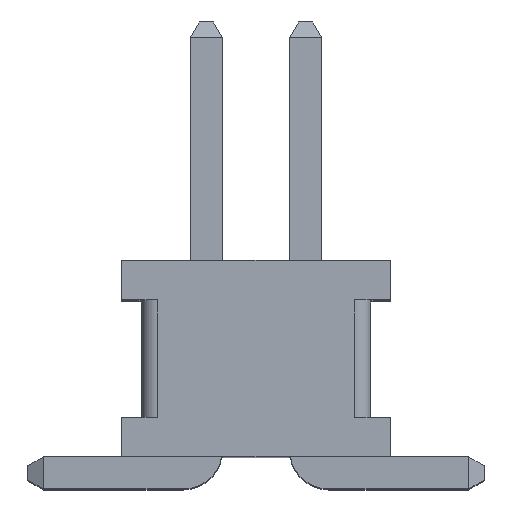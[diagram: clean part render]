
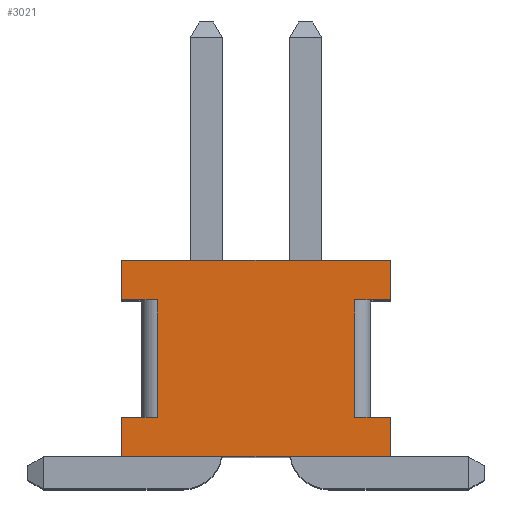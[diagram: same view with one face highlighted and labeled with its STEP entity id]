
A CAD part, top view. The second image highlights one B-rep face of the part: STEP entity #3021.
In plain terms, the highlighted planar face has unit normal (0, 0, 1).
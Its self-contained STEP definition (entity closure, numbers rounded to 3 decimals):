
#132 = VECTOR ( 'NONE', #11767, 1000. ) ;
#387 = EDGE_CURVE ( 'NONE', #13470, #13667, #16632, .T. ) ;
#557 = CARTESIAN_POINT ( 'NONE',  ( -1.715, 0.905, 8.89 ) ) ;
#577 = VERTEX_POINT ( 'NONE', #13193 ) ;
#736 = EDGE_CURVE ( 'NONE', #4149, #7491, #3250, .T. ) ;
#864 = LINE ( 'NONE', #12477, #12880 ) ;
#891 = CARTESIAN_POINT ( 'NONE',  ( 1.715, 2.91, 8.89 ) ) ;
#1031 = EDGE_CURVE ( 'NONE', #6168, #15497, #6961, .T. ) ;
#1142 = CARTESIAN_POINT ( 'NONE',  ( -1.715, 2.405, 8.89 ) ) ;
#1299 = DIRECTION ( 'NONE',  ( 1., 0., 0. ) ) ;
#1713 = CARTESIAN_POINT ( 'NONE',  ( 1.715, 0.4, 8.89 ) ) ;
#1805 = CARTESIAN_POINT ( 'NONE',  ( -1.265, 0.905, 8.89 ) ) ;
#1916 = VECTOR ( 'NONE', #12399, 1000. ) ;
#2082 = ORIENTED_EDGE ( 'NONE', *, *, #8203, .T. ) ;
#2209 = LINE ( 'NONE', #6477, #6046 ) ;
#2427 = LINE ( 'NONE', #1142, #11411 ) ;
#2514 = ORIENTED_EDGE ( 'NONE', *, *, #1031, .T. ) ;
#2859 = CARTESIAN_POINT ( 'NONE',  ( -1.265, 0.905, 8.89 ) ) ;
#3021 = ADVANCED_FACE ( 'NONE', ( #6342 ), #8056, .T. ) ;
#3112 = EDGE_CURVE ( 'NONE', #6971, #7922, #15234, .T. ) ;
#3250 = LINE ( 'NONE', #891, #4630 ) ;
#3384 = EDGE_CURVE ( 'NONE', #7491, #10017, #6150, .T. ) ;
#3751 = VECTOR ( 'NONE', #11752, 1000. ) ;
#4020 = DIRECTION ( 'NONE',  ( 1., 0., 0. ) ) ;
#4149 = VERTEX_POINT ( 'NONE', #6136 ) ;
#4630 = VECTOR ( 'NONE', #13659, 1000. ) ;
#5006 = ORIENTED_EDGE ( 'NONE', *, *, #10397, .T. ) ;
#5116 = LINE ( 'NONE', #5171, #5520 ) ;
#5150 = CARTESIAN_POINT ( 'NONE',  ( -1.715, 2.91, 8.89 ) ) ;
#5171 = CARTESIAN_POINT ( 'NONE',  ( -1.465, 0.905, 8.89 ) ) ;
#5196 = CARTESIAN_POINT ( 'NONE',  ( 1.265, 0.905, 8.89 ) ) ;
#5520 = VECTOR ( 'NONE', #14183, 1000. ) ;
#5785 = ORIENTED_EDGE ( 'NONE', *, *, #8891, .T. ) ;
#6046 = VECTOR ( 'NONE', #14418, 1000. ) ;
#6136 = CARTESIAN_POINT ( 'NONE',  ( 1.715, 2.405, 8.89 ) ) ;
#6150 = LINE ( 'NONE', #16317, #1916 ) ;
#6168 = VERTEX_POINT ( 'NONE', #14912 ) ;
#6342 = FACE_OUTER_BOUND ( 'NONE', #15870, .T. ) ;
#6444 = VECTOR ( 'NONE', #14602, 1000. ) ;
#6477 = CARTESIAN_POINT ( 'NONE',  ( 1.265, 2.405, 8.89 ) ) ;
#6828 = CARTESIAN_POINT ( 'NONE',  ( -1.715, 2.91, 8.89 ) ) ;
#6961 = LINE ( 'NONE', #2859, #132 ) ;
#6971 = VERTEX_POINT ( 'NONE', #7634 ) ;
#7364 = EDGE_CURVE ( 'NONE', #9646, #6168, #2427, .T. ) ;
#7491 = VERTEX_POINT ( 'NONE', #10369 ) ;
#7559 = DIRECTION ( 'NONE',  ( 1., 0., 0. ) ) ;
#7634 = CARTESIAN_POINT ( 'NONE',  ( 1.715, 0.905, 8.89 ) ) ;
#7922 = VERTEX_POINT ( 'NONE', #5196 ) ;
#8056 = PLANE ( 'NONE',  #8565 ) ;
#8203 = EDGE_CURVE ( 'NONE', #577, #13470, #13379, .T. ) ;
#8565 = AXIS2_PLACEMENT_3D ( 'NONE', #11695, #14508, #4020 ) ;
#8891 = EDGE_CURVE ( 'NONE', #10017, #9646, #13261, .T. ) ;
#9109 = CARTESIAN_POINT ( 'NONE',  ( 1.265, 2.405, 8.89 ) ) ;
#9355 = ORIENTED_EDGE ( 'NONE', *, *, #11149, .T. ) ;
#9646 = VERTEX_POINT ( 'NONE', #12497 ) ;
#9723 = ORIENTED_EDGE ( 'NONE', *, *, #16280, .T. ) ;
#9932 = VECTOR ( 'NONE', #12028, 1000. ) ;
#10017 = VERTEX_POINT ( 'NONE', #5150 ) ;
#10153 = ORIENTED_EDGE ( 'NONE', *, *, #3112, .T. ) ;
#10369 = CARTESIAN_POINT ( 'NONE',  ( 1.715, 2.91, 8.89 ) ) ;
#10377 = CARTESIAN_POINT ( 'NONE',  ( -1.715, 0.4, 8.89 ) ) ;
#10397 = EDGE_CURVE ( 'NONE', #13667, #6971, #15135, .T. ) ;
#11092 = DIRECTION ( 'NONE',  ( 0., 1., 0. ) ) ;
#11149 = EDGE_CURVE ( 'NONE', #15497, #577, #5116, .T. ) ;
#11364 = CARTESIAN_POINT ( 'NONE',  ( -1.715, 0.4, 8.89 ) ) ;
#11411 = VECTOR ( 'NONE', #1299, 1000. ) ;
#11684 = EDGE_CURVE ( 'NONE', #13003, #4149, #864, .T. ) ;
#11695 = CARTESIAN_POINT ( 'NONE',  ( 0., 0., 8.89 ) ) ;
#11752 = DIRECTION ( 'NONE',  ( -1., 0., 0. ) ) ;
#11767 = DIRECTION ( 'NONE',  ( 0., -1., 0. ) ) ;
#11807 = CARTESIAN_POINT ( 'NONE',  ( 1.465, 0.905, 8.89 ) ) ;
#12028 = DIRECTION ( 'NONE',  ( 0., -1., 0. ) ) ;
#12337 = ORIENTED_EDGE ( 'NONE', *, *, #387, .T. ) ;
#12399 = DIRECTION ( 'NONE',  ( -1., 0., 0. ) ) ;
#12477 = CARTESIAN_POINT ( 'NONE',  ( 1.715, 2.405, 8.89 ) ) ;
#12497 = CARTESIAN_POINT ( 'NONE',  ( -1.715, 2.405, 8.89 ) ) ;
#12543 = CARTESIAN_POINT ( 'NONE',  ( 1.715, 0.905, 8.89 ) ) ;
#12880 = VECTOR ( 'NONE', #13635, 1000. ) ;
#13003 = VERTEX_POINT ( 'NONE', #9109 ) ;
#13151 = VECTOR ( 'NONE', #7559, 1000. ) ;
#13193 = CARTESIAN_POINT ( 'NONE',  ( -1.715, 0.905, 8.89 ) ) ;
#13261 = LINE ( 'NONE', #6828, #6444 ) ;
#13379 = LINE ( 'NONE', #557, #9932 ) ;
#13470 = VERTEX_POINT ( 'NONE', #10377 ) ;
#13485 = ORIENTED_EDGE ( 'NONE', *, *, #3384, .T. ) ;
#13635 = DIRECTION ( 'NONE',  ( 1., 0., 0. ) ) ;
#13659 = DIRECTION ( 'NONE',  ( 0., 1., 0. ) ) ;
#13667 = VERTEX_POINT ( 'NONE', #1713 ) ;
#13826 = ORIENTED_EDGE ( 'NONE', *, *, #736, .T. ) ;
#14139 = ORIENTED_EDGE ( 'NONE', *, *, #7364, .T. ) ;
#14183 = DIRECTION ( 'NONE',  ( -1., 0., 0. ) ) ;
#14418 = DIRECTION ( 'NONE',  ( 0., 1., 0. ) ) ;
#14508 = DIRECTION ( 'NONE',  ( 0., 0., 1. ) ) ;
#14602 = DIRECTION ( 'NONE',  ( 0., -1., 0. ) ) ;
#14912 = CARTESIAN_POINT ( 'NONE',  ( -1.265, 2.405, 8.89 ) ) ;
#15135 = LINE ( 'NONE', #12543, #15726 ) ;
#15234 = LINE ( 'NONE', #11807, #3751 ) ;
#15497 = VERTEX_POINT ( 'NONE', #1805 ) ;
#15552 = ORIENTED_EDGE ( 'NONE', *, *, #11684, .T. ) ;
#15726 = VECTOR ( 'NONE', #11092, 1000. ) ;
#15870 = EDGE_LOOP ( 'NONE', ( #2514, #9355, #2082, #12337, #5006, #10153, #9723, #15552, #13826, #13485, #5785, #14139 ) ) ;
#16280 = EDGE_CURVE ( 'NONE', #7922, #13003, #2209, .T. ) ;
#16317 = CARTESIAN_POINT ( 'NONE',  ( 1.715, 2.91, 8.89 ) ) ;
#16632 = LINE ( 'NONE', #11364, #13151 ) ;
